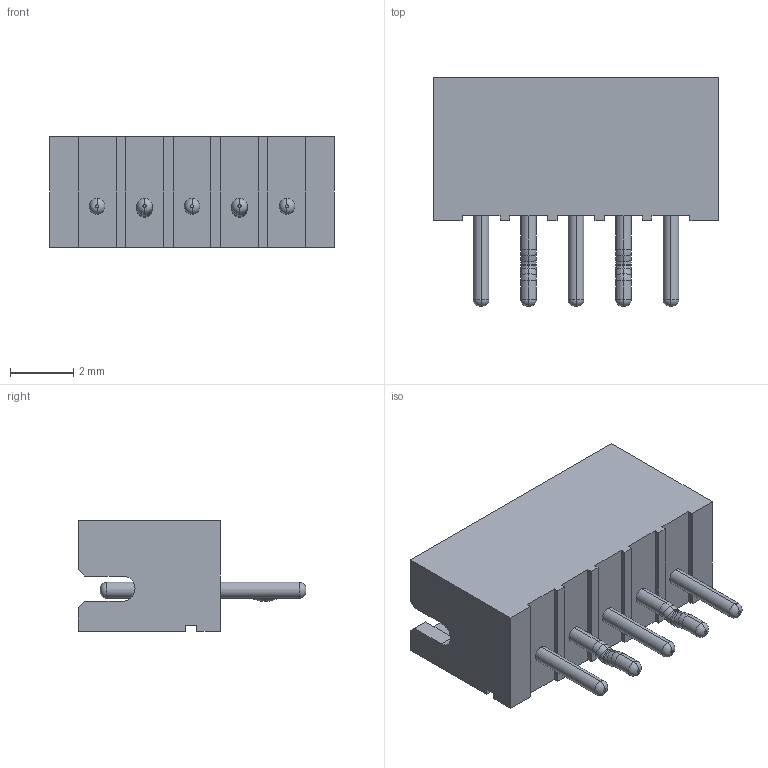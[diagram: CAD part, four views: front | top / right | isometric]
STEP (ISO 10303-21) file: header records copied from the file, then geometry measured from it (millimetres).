
FILE_DESCRIPTION (( 'STEP AP214' ), '1' );
FILE_NAME ('B5B-ZR.STEP', '2023-11-03T19:03:13', ( '' ), ( '' ), 'SwSTEP 2.0', 'SolidWorks 2021', '' );
FILE_SCHEMA (( 'AUTOMOTIVE_DESIGN' ));
Length unit declared in the file: millimetre
Products named in the file (4): pin_straight; pin_Bent; B5B-ZR; BxB-ZR_5
Assembly tree (6 placements, depth 2):
  B5B-ZR
    BxB-ZR_5
    pin_straight  x3
    pin_Bent  x2
Bounding box: 9 x 7.2 x 3.5 mm (x, y, z)
Volume: 71.4 mm3; surface area: 310.1 mm2
Topology: 6 solids, 6 shells, 136 faces, 326 edges, 200 vertices
Faces by surface type: plane 62, cylinder 38, torus 36
Entity records: 3142 total; most frequent: DIRECTION 534, CARTESIAN_POINT 517, ORIENTED_EDGE 504, EDGE_CURVE 252, LINE 180, VECTOR 180, AXIS2_PLACEMENT_3D 177, VERTEX_POINT 160
